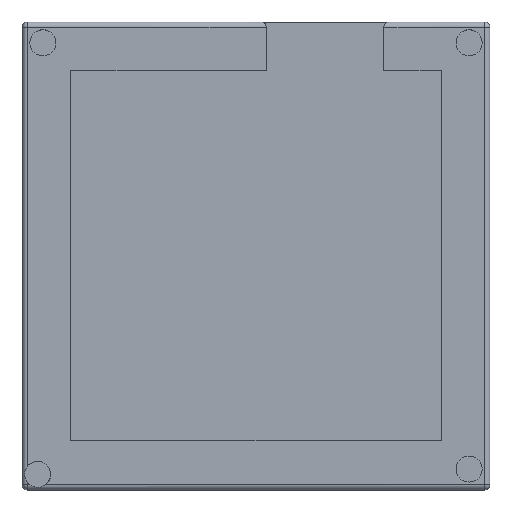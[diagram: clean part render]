
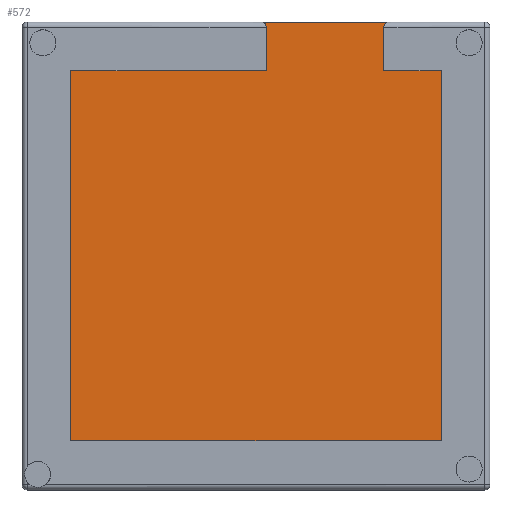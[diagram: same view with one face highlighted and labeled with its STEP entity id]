
A CAD part, top view. The second image highlights one B-rep face of the part: STEP entity #572.
In plain terms, the highlighted planar face has unit normal (0, 0, 1).
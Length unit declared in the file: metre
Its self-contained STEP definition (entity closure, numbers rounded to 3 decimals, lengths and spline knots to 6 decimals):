
#47=LINE('',#898,#96);
#61=LINE('',#932,#110);
#72=LINE('',#960,#121);
#75=LINE('',#966,#124);
#78=LINE('',#972,#127);
#79=LINE('',#974,#128);
#80=LINE('',#976,#129);
#81=LINE('',#981,#130);
#96=VECTOR('',#704,1.);
#110=VECTOR('',#728,1.);
#121=VECTOR('',#753,1.);
#124=VECTOR('',#758,1.);
#127=VECTOR('',#763,1.);
#128=VECTOR('',#766,1.);
#129=VECTOR('',#769,1.);
#130=VECTOR('',#774,1.);
#200=ORIENTED_EDGE('',*,*,#339,.F.);
#201=ORIENTED_EDGE('',*,*,#342,.T.);
#202=ORIENTED_EDGE('',*,*,#345,.T.);
#203=ORIENTED_EDGE('',*,*,#347,.F.);
#204=ORIENTED_EDGE('',*,*,#348,.T.);
#205=ORIENTED_EDGE('',*,*,#324,.T.);
#206=ORIENTED_EDGE('',*,*,#349,.T.);
#207=ORIENTED_EDGE('',*,*,#350,.T.);
#208=ORIENTED_EDGE('',*,*,#309,.T.);
#209=ORIENTED_EDGE('',*,*,#346,.F.);
#309=EDGE_CURVE('',#389,#390,#47,.T.);
#324=EDGE_CURVE('',#404,#403,#61,.T.);
#339=EDGE_CURVE('',#414,#415,#72,.T.);
#342=EDGE_CURVE('',#414,#416,#75,.T.);
#345=EDGE_CURVE('',#416,#417,#78,.T.);
#346=EDGE_CURVE('',#415,#390,#79,.T.);
#347=EDGE_CURVE('',#418,#417,#80,.T.);
#348=EDGE_CURVE('',#418,#404,#433,.F.);
#349=EDGE_CURVE('',#403,#419,#434,.F.);
#350=EDGE_CURVE('',#419,#389,#81,.T.);
#389=VERTEX_POINT('',#899);
#390=VERTEX_POINT('',#900);
#403=VERTEX_POINT('',#931);
#404=VERTEX_POINT('',#933);
#414=VERTEX_POINT('',#961);
#415=VERTEX_POINT('',#962);
#416=VERTEX_POINT('',#967);
#417=VERTEX_POINT('',#971);
#418=VERTEX_POINT('',#977);
#419=VERTEX_POINT('',#980);
#433=CIRCLE('',#633,0.001);
#434=CIRCLE('',#634,0.001);
#466=EDGE_LOOP('',(#200,#201,#202,#203,#204,#205,#206,#207,#208,#209));
#511=FACE_BOUND('',#466,.T.);
#553=PLANE('',#632);
#572=ADVANCED_FACE('',(#511),#553,.T.);
#632=AXIS2_PLACEMENT_3D('',#975,#767,#768);
#633=AXIS2_PLACEMENT_3D('',#978,#770,#771);
#634=AXIS2_PLACEMENT_3D('',#979,#772,#773);
#704=DIRECTION('',(-1.,0.,0.));
#728=DIRECTION('',(-1.,0.,0.));
#753=DIRECTION('',(-1.,0.,0.));
#758=DIRECTION('',(0.,1.,0.));
#763=DIRECTION('',(-1.,0.,0.));
#766=DIRECTION('',(0.,1.,0.));
#767=DIRECTION('',(0.,0.,1.));
#768=DIRECTION('',(1.,0.,0.));
#769=DIRECTION('',(0.,-1.,0.));
#770=DIRECTION('',(0.,0.,1.));
#771=DIRECTION('',(1.,0.,0.));
#772=DIRECTION('',(0.,0.,1.));
#773=DIRECTION('',(1.,0.,0.));
#774=DIRECTION('',(0.,-1.,0.));
#898=CARTESIAN_POINT('',(0.,0.0356,0.0094));
#899=CARTESIAN_POINT('',(0.001968,0.0356,0.0094));
#900=CARTESIAN_POINT('',(-0.0356,0.0356,0.0094));
#931=CARTESIAN_POINT('',(0.000968,0.045,0.0094));
#932=CARTESIAN_POINT('',(0.,0.045,0.0094));
#933=CARTESIAN_POINT('',(0.0256,0.045,0.0094));
#960=CARTESIAN_POINT('',(0.,-0.0356,0.0094));
#961=CARTESIAN_POINT('',(0.0356,-0.0356,0.0094));
#962=CARTESIAN_POINT('',(-0.0356,-0.0356,0.0094));
#966=CARTESIAN_POINT('',(0.0356,0.,0.0094));
#967=CARTESIAN_POINT('',(0.0356,0.0356,0.0094));
#971=CARTESIAN_POINT('',(0.0246,0.0356,0.0094));
#972=CARTESIAN_POINT('',(0.,0.0356,0.0094));
#974=CARTESIAN_POINT('',(-0.0356,0.,0.0094));
#975=CARTESIAN_POINT('',(0.,0.,0.0094));
#976=CARTESIAN_POINT('',(0.0246,0.0403,0.0094));
#977=CARTESIAN_POINT('',(0.0246,0.044,0.0094));
#978=CARTESIAN_POINT('',(0.0256,0.044,0.0094));
#979=CARTESIAN_POINT('',(0.000968,0.044,0.0094));
#980=CARTESIAN_POINT('',(0.001968,0.044,0.0094));
#981=CARTESIAN_POINT('',(0.001968,0.0403,0.0094));
